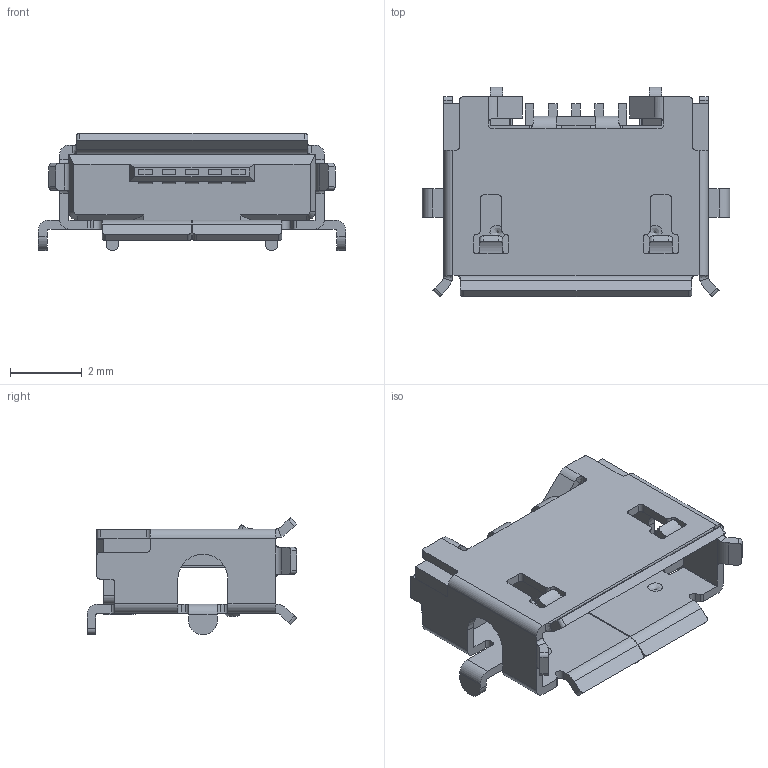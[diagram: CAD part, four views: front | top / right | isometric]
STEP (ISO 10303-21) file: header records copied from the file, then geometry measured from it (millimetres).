
FILE_DESCRIPTION( ( 'Unknown' ), '1' );
FILE_NAME( '629105150921.stp', 'Unknown', ( 'Quentin LAIDEBEUR' ), ( 'WE' ), 'PSStep 15.0.49', 'Sample-box', ' ' );
FILE_SCHEMA( ( 'AUTOMOTIVE_DESIGN { 1 0 10303 214 1 1 1 1 }' ) );
Length unit declared in the file: millimetre
Products named in the file (4): Assem1; 629105150921; 629105150921_Pin
Assembly tree (7 placements, depth 2):
  Assem1
    629105150921
    629105150921_Pin  x5
    629105150921
Bounding box: 8.6 x 5.87 x 3.27 mm (x, y, z)
Volume: 41.5 mm3; surface area: 314.8 mm2
Topology: 7 solids, 7 shells, 566 faces, 1641 edges, 1072 vertices
Faces by surface type: plane 332, cylinder 210, bspline 22, cone 2
Entity records: 20160 total; most frequent: CARTESIAN_POINT 3484, ORIENTED_EDGE 2778, DIRECTION 2607, EDGE_CURVE 1389, LINE 1003, VECTOR 1003, VERTEX_POINT 912, AXIS2_PLACEMENT_3D 802
